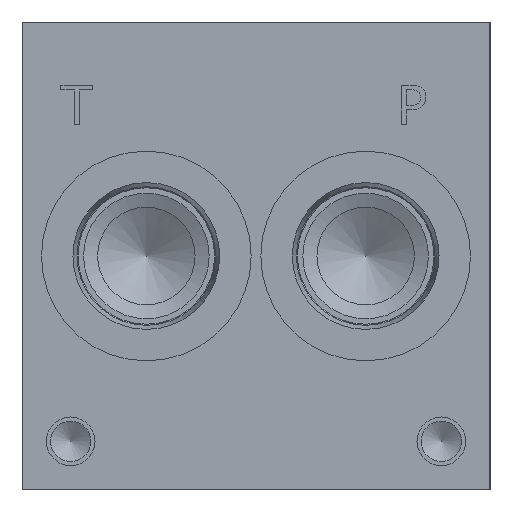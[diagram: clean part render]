
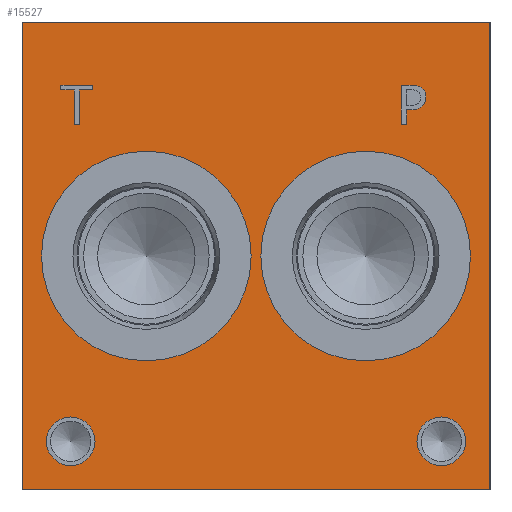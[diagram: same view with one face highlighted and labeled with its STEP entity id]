
A CAD part, left-side view. The second image highlights one B-rep face of the part: STEP entity #15527.
In plain terms, the highlighted planar face has unit normal (-1, 0, 0).
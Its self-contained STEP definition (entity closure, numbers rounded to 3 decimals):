
#278=CIRCLE('',#16452,3.962);
#279=CIRCLE('',#16453,3.962);
#280=CIRCLE('',#16454,17.069);
#281=CIRCLE('',#16455,17.069);
#596=FACE_BOUND('',#2335,.T.);
#597=FACE_BOUND('',#2336,.T.);
#598=FACE_BOUND('',#2337,.T.);
#599=FACE_BOUND('',#2338,.T.);
#600=FACE_BOUND('',#2339,.T.);
#601=FACE_BOUND('',#2340,.T.);
#790=B_SPLINE_CURVE_WITH_KNOTS('',2,(#21441,#21442,#21443,#21444),
 .UNSPECIFIED.,.F.,.F.,(3,1,3),(0.,1.,2.),.UNSPECIFIED.);
#792=B_SPLINE_CURVE_WITH_KNOTS('',2,(#21462,#21463,#21464,#21465),
 .UNSPECIFIED.,.F.,.F.,(3,1,3),(0.,1.,2.),.UNSPECIFIED.);
#794=B_SPLINE_CURVE_WITH_KNOTS('',2,(#21511,#21512,#21513,#21514),
 .UNSPECIFIED.,.F.,.F.,(3,1,3),(0.,1.,2.),.UNSPECIFIED.);
#796=B_SPLINE_CURVE_WITH_KNOTS('',2,(#21529,#21530,#21531,#21532),
 .UNSPECIFIED.,.F.,.F.,(3,1,3),(0.,1.,2.),.UNSPECIFIED.);
#1407=FACE_OUTER_BOUND('',#2334,.T.);
#2334=EDGE_LOOP('',(#10296,#10297,#10298,#10299));
#2335=EDGE_LOOP('',(#10300,#10301,#10302,#10303,#10304,#10305,#10306,#10307));
#2336=EDGE_LOOP('',(#10308));
#2337=EDGE_LOOP('',(#10309));
#2338=EDGE_LOOP('',(#10310));
#2339=EDGE_LOOP('',(#10311));
#2340=EDGE_LOOP('',(#10312,#10313,#10314,#10315,#10316,#10317,#10318,#10319,
#10320));
#3430=LINE('',#21291,#4927);
#3434=LINE('',#21299,#4931);
#3437=LINE('',#21305,#4934);
#3440=LINE('',#21311,#4937);
#3443=LINE('',#21317,#4940);
#3446=LINE('',#21323,#4943);
#3449=LINE('',#21329,#4946);
#3452=LINE('',#21334,#4949);
#3470=LINE('',#21474,#4967);
#3473=LINE('',#21480,#4970);
#3476=LINE('',#21486,#4973);
#3479=LINE('',#21492,#4976);
#3482=LINE('',#21498,#4979);
#3486=LINE('',#21541,#4983);
#3487=LINE('',#21543,#4984);
#3488=LINE('',#21545,#4985);
#3489=LINE('',#21546,#4986);
#4927=VECTOR('',#17557,10.);
#4931=VECTOR('',#17563,10.);
#4934=VECTOR('',#17568,10.);
#4937=VECTOR('',#17573,10.);
#4940=VECTOR('',#17578,10.);
#4943=VECTOR('',#17583,10.);
#4946=VECTOR('',#17588,10.);
#4949=VECTOR('',#17593,10.);
#4967=VECTOR('',#17621,10.);
#4970=VECTOR('',#17626,10.);
#4973=VECTOR('',#17631,10.);
#4976=VECTOR('',#17636,10.);
#4979=VECTOR('',#17641,10.);
#4983=VECTOR('',#17649,10.);
#4984=VECTOR('',#17650,10.);
#4985=VECTOR('',#17651,10.);
#4986=VECTOR('',#17652,10.);
#6420=VERTEX_POINT('',#21289);
#6421=VERTEX_POINT('',#21290);
#6424=VERTEX_POINT('',#21298);
#6426=VERTEX_POINT('',#21304);
#6428=VERTEX_POINT('',#21310);
#6430=VERTEX_POINT('',#21316);
#6432=VERTEX_POINT('',#21322);
#6434=VERTEX_POINT('',#21328);
#6450=VERTEX_POINT('',#21439);
#6451=VERTEX_POINT('',#21440);
#6454=VERTEX_POINT('',#21461);
#6456=VERTEX_POINT('',#21473);
#6458=VERTEX_POINT('',#21479);
#6460=VERTEX_POINT('',#21485);
#6462=VERTEX_POINT('',#21491);
#6464=VERTEX_POINT('',#21497);
#6466=VERTEX_POINT('',#21510);
#6468=VERTEX_POINT('',#21539);
#6469=VERTEX_POINT('',#21540);
#6470=VERTEX_POINT('',#21542);
#6471=VERTEX_POINT('',#21544);
#6472=VERTEX_POINT('',#21547);
#6473=VERTEX_POINT('',#21549);
#6474=VERTEX_POINT('',#21551);
#6475=VERTEX_POINT('',#21553);
#7908=EDGE_CURVE('',#6420,#6421,#3430,.T.);
#7912=EDGE_CURVE('',#6424,#6420,#3434,.T.);
#7915=EDGE_CURVE('',#6426,#6424,#3437,.T.);
#7918=EDGE_CURVE('',#6428,#6426,#3440,.T.);
#7921=EDGE_CURVE('',#6430,#6428,#3443,.T.);
#7924=EDGE_CURVE('',#6432,#6430,#3446,.T.);
#7927=EDGE_CURVE('',#6434,#6432,#3449,.T.);
#7930=EDGE_CURVE('',#6421,#6434,#3452,.T.);
#7953=EDGE_CURVE('',#6450,#6451,#790,.T.);
#7957=EDGE_CURVE('',#6454,#6450,#792,.T.);
#7960=EDGE_CURVE('',#6456,#6454,#3470,.T.);
#7963=EDGE_CURVE('',#6458,#6456,#3473,.T.);
#7966=EDGE_CURVE('',#6460,#6458,#3476,.T.);
#7969=EDGE_CURVE('',#6462,#6460,#3479,.T.);
#7972=EDGE_CURVE('',#6464,#6462,#3482,.T.);
#7975=EDGE_CURVE('',#6466,#6464,#794,.T.);
#7978=EDGE_CURVE('',#6451,#6466,#796,.T.);
#7980=EDGE_CURVE('',#6468,#6469,#3486,.T.);
#7981=EDGE_CURVE('',#6469,#6470,#3487,.T.);
#7982=EDGE_CURVE('',#6471,#6470,#3488,.T.);
#7983=EDGE_CURVE('',#6468,#6471,#3489,.T.);
#7984=EDGE_CURVE('',#6472,#6472,#278,.T.);
#7985=EDGE_CURVE('',#6473,#6473,#279,.T.);
#7986=EDGE_CURVE('',#6474,#6474,#280,.T.);
#7987=EDGE_CURVE('',#6475,#6475,#281,.T.);
#10296=ORIENTED_EDGE('',*,*,#7980,.T.);
#10297=ORIENTED_EDGE('',*,*,#7981,.T.);
#10298=ORIENTED_EDGE('',*,*,#7982,.F.);
#10299=ORIENTED_EDGE('',*,*,#7983,.F.);
#10300=ORIENTED_EDGE('',*,*,#7908,.T.);
#10301=ORIENTED_EDGE('',*,*,#7930,.T.);
#10302=ORIENTED_EDGE('',*,*,#7927,.T.);
#10303=ORIENTED_EDGE('',*,*,#7924,.T.);
#10304=ORIENTED_EDGE('',*,*,#7921,.T.);
#10305=ORIENTED_EDGE('',*,*,#7918,.T.);
#10306=ORIENTED_EDGE('',*,*,#7915,.T.);
#10307=ORIENTED_EDGE('',*,*,#7912,.T.);
#10308=ORIENTED_EDGE('',*,*,#7984,.T.);
#10309=ORIENTED_EDGE('',*,*,#7985,.T.);
#10310=ORIENTED_EDGE('',*,*,#7986,.T.);
#10311=ORIENTED_EDGE('',*,*,#7987,.T.);
#10312=ORIENTED_EDGE('',*,*,#7953,.T.);
#10313=ORIENTED_EDGE('',*,*,#7978,.T.);
#10314=ORIENTED_EDGE('',*,*,#7975,.T.);
#10315=ORIENTED_EDGE('',*,*,#7972,.T.);
#10316=ORIENTED_EDGE('',*,*,#7969,.T.);
#10317=ORIENTED_EDGE('',*,*,#7966,.T.);
#10318=ORIENTED_EDGE('',*,*,#7963,.T.);
#10319=ORIENTED_EDGE('',*,*,#7960,.T.);
#10320=ORIENTED_EDGE('',*,*,#7957,.T.);
#14474=PLANE('',#16451);
#15527=ADVANCED_FACE('',(#1407,#596,#597,#598,#599,#600,#601),#14474,.T.);
#16451=AXIS2_PLACEMENT_3D('',#21538,#17647,#17648);
#16452=AXIS2_PLACEMENT_3D('',#21548,#17653,#17654);
#16453=AXIS2_PLACEMENT_3D('',#21550,#17655,#17656);
#16454=AXIS2_PLACEMENT_3D('',#21552,#17657,#17658);
#16455=AXIS2_PLACEMENT_3D('',#21554,#17659,#17660);
#17557=DIRECTION('',(0.,1.,0.));
#17563=DIRECTION('',(0.,0.,-1.));
#17568=DIRECTION('',(0.,1.,0.));
#17573=DIRECTION('',(0.,0.,-1.));
#17578=DIRECTION('',(0.,-1.,0.));
#17583=DIRECTION('',(0.,0.,1.));
#17588=DIRECTION('',(0.,1.,0.));
#17593=DIRECTION('',(0.,0.,1.));
#17621=DIRECTION('',(0.,-1.,0.));
#17626=DIRECTION('',(0.,0.,1.));
#17631=DIRECTION('',(0.,1.,0.));
#17636=DIRECTION('',(0.,0.,-1.));
#17641=DIRECTION('',(0.,1.,0.));
#17647=DIRECTION('center_axis',(-1.,0.,0.));
#17648=DIRECTION('ref_axis',(0.,-1.,0.));
#17649=DIRECTION('',(0.,-1.,0.));
#17650=DIRECTION('',(0.,0.,1.));
#17651=DIRECTION('',(0.,-1.,0.));
#17652=DIRECTION('',(0.,0.,1.));
#17653=DIRECTION('center_axis',(1.,0.,0.));
#17654=DIRECTION('ref_axis',(0.,1.,0.));
#17655=DIRECTION('center_axis',(1.,0.,0.));
#17656=DIRECTION('ref_axis',(0.,1.,0.));
#17657=DIRECTION('center_axis',(1.,0.,0.));
#17658=DIRECTION('ref_axis',(0.,0.,1.));
#17659=DIRECTION('center_axis',(1.,0.,0.));
#17660=DIRECTION('ref_axis',(0.,0.,1.));
#21289=CARTESIAN_POINT('',(0.,66.881,59.531));
#21290=CARTESIAN_POINT('',(0.,67.725,59.531));
#21291=CARTESIAN_POINT('',(0.,71.54,59.531));
#21298=CARTESIAN_POINT('',(0.,66.881,65.13));
#21299=CARTESIAN_POINT('',(0.,66.881,32.565));
#21304=CARTESIAN_POINT('',(0.,64.75,65.13));
#21305=CARTESIAN_POINT('',(0.,70.475,65.13));
#21310=CARTESIAN_POINT('',(0.,64.75,65.881));
#21311=CARTESIAN_POINT('',(0.,64.75,32.941));
#21316=CARTESIAN_POINT('',(0.,69.855,65.881));
#21317=CARTESIAN_POINT('',(0.,73.028,65.881));
#21322=CARTESIAN_POINT('',(0.,69.855,65.13));
#21323=CARTESIAN_POINT('',(0.,69.855,32.565));
#21328=CARTESIAN_POINT('',(0.,67.725,65.13));
#21329=CARTESIAN_POINT('',(0.,71.962,65.13));
#21334=CARTESIAN_POINT('',(0.,67.725,29.766));
#21439=CARTESIAN_POINT('',(0.,11.181,65.485));
#21440=CARTESIAN_POINT('',(0.,10.424,63.967));
#21441=CARTESIAN_POINT('Ctrl Pts',(0.,11.181,65.485));
#21442=CARTESIAN_POINT('Ctrl Pts',(0.,10.826,65.243));
#21443=CARTESIAN_POINT('Ctrl Pts',(0.,10.424,64.497));
#21444=CARTESIAN_POINT('Ctrl Pts',(0.,10.424,63.967));
#21461=CARTESIAN_POINT('',(0.,12.843,65.881));
#21462=CARTESIAN_POINT('Ctrl Pts',(0.,12.843,65.881));
#21463=CARTESIAN_POINT('Ctrl Pts',(0.,12.277,65.881));
#21464=CARTESIAN_POINT('Ctrl Pts',(0.,11.484,65.696));
#21465=CARTESIAN_POINT('Ctrl Pts',(0.,11.181,65.485));
#21473=CARTESIAN_POINT('',(0.,14.438,65.881));
#21474=CARTESIAN_POINT('',(0.,45.319,65.881));
#21479=CARTESIAN_POINT('',(0.,14.438,59.531));
#21480=CARTESIAN_POINT('',(0.,14.438,29.766));
#21485=CARTESIAN_POINT('',(0.,13.594,59.531));
#21486=CARTESIAN_POINT('',(0.,44.897,59.531));
#21491=CARTESIAN_POINT('',(0.,13.594,61.898));
#21492=CARTESIAN_POINT('',(0.,13.594,30.949));
#21497=CARTESIAN_POINT('',(0.,12.879,61.898));
#21498=CARTESIAN_POINT('',(0.,44.539,61.898));
#21510=CARTESIAN_POINT('',(0.,10.98,62.557));
#21511=CARTESIAN_POINT('Ctrl Pts',(0.,10.98,62.557));
#21512=CARTESIAN_POINT('Ctrl Pts',(0.,11.309,62.233));
#21513=CARTESIAN_POINT('Ctrl Pts',(0.,12.2,61.898));
#21514=CARTESIAN_POINT('Ctrl Pts',(0.,12.879,61.898));
#21529=CARTESIAN_POINT('Ctrl Pts',(0.,10.424,63.967));
#21530=CARTESIAN_POINT('Ctrl Pts',(0.,10.424,63.555));
#21531=CARTESIAN_POINT('Ctrl Pts',(0.,10.718,62.814));
#21532=CARTESIAN_POINT('Ctrl Pts',(0.,10.98,62.557));
#21538=CARTESIAN_POINT('Origin',(0.,76.2,0.));
#21539=CARTESIAN_POINT('',(0.,76.2,0.));
#21540=CARTESIAN_POINT('',(0.,0.,0.));
#21541=CARTESIAN_POINT('',(0.,76.2,0.));
#21542=CARTESIAN_POINT('',(0.,0.,76.2));
#21543=CARTESIAN_POINT('',(0.,0.,0.));
#21544=CARTESIAN_POINT('',(0.,76.2,76.2));
#21545=CARTESIAN_POINT('',(0.,76.2,76.2));
#21546=CARTESIAN_POINT('',(0.,76.2,0.));
#21547=CARTESIAN_POINT('',(0.,3.962,7.925));
#21548=CARTESIAN_POINT('Origin',(0.,7.925,7.925));
#21549=CARTESIAN_POINT('',(0.,64.313,7.925));
#21550=CARTESIAN_POINT('Origin',(0.,68.275,7.925));
#21551=CARTESIAN_POINT('',(0.,20.244,21.031));
#21552=CARTESIAN_POINT('Origin',(0.,20.244,38.1));
#21553=CARTESIAN_POINT('',(0.,55.956,21.031));
#21554=CARTESIAN_POINT('Origin',(0.,55.956,38.1));
